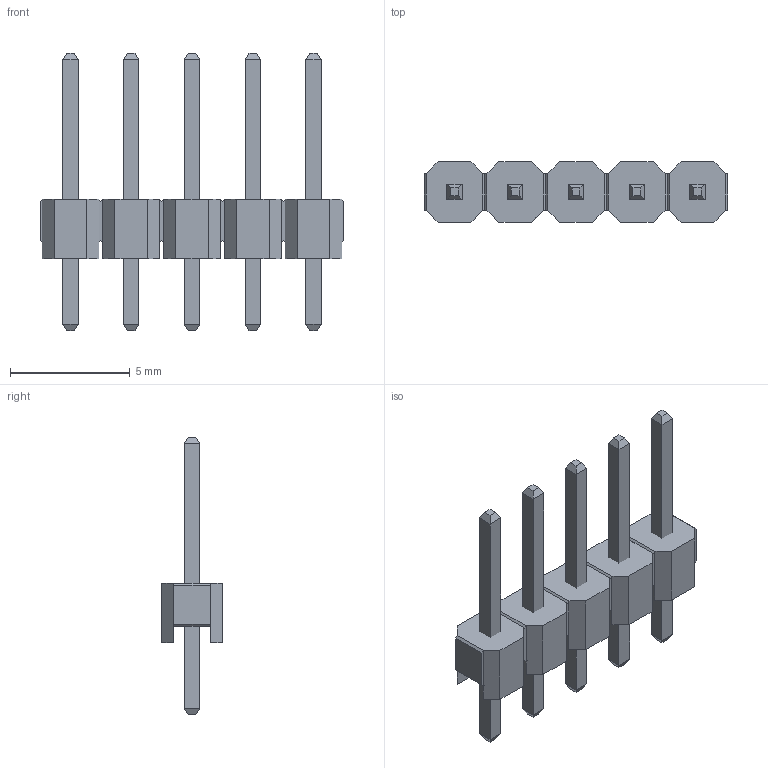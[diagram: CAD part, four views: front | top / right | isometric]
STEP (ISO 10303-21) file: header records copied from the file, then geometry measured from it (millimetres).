
FILE_DESCRIPTION(('STEP AP214'), '1');
FILE_NAME('DS1021-1x5SF11', '2017-07-09T05:27:22', ('Nobody'), (''), 'ASCON STEP Converter 1.3', 'ASCON Math Kernel', '');
FILE_SCHEMA(('AUTOMOTIVE_DESIGN { 1 0 10303 214 3 1 1}'));
Length unit declared in the file: millimetre
Assembly tree (6 placements, depth 2):
  (unnamed)
    (unnamed)
    (unnamed)  x5
Bounding box: 12.7 x 2.54 x 11.6 mm (x, y, z)
Volume: 81.8 mm3; surface area: 301.6 mm2
Topology: 6 solids, 6 shells, 164 faces, 356 edges, 204 vertices
Faces by surface type: plane 164
Entity records: 3980 total; most frequent: CARTESIAN_POINT 499, ORIENTED_EDGE 488, DIRECTION 474, EDGE_CURVE 244, LINE 244, VECTOR 244, VERTEX_POINT 140, AXIS2_PLACEMENT_3D 115
